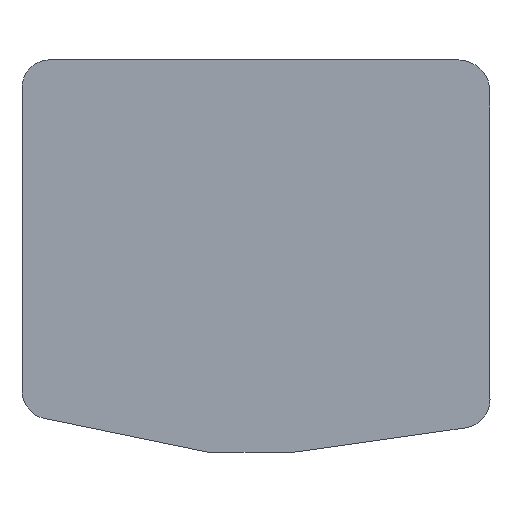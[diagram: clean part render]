
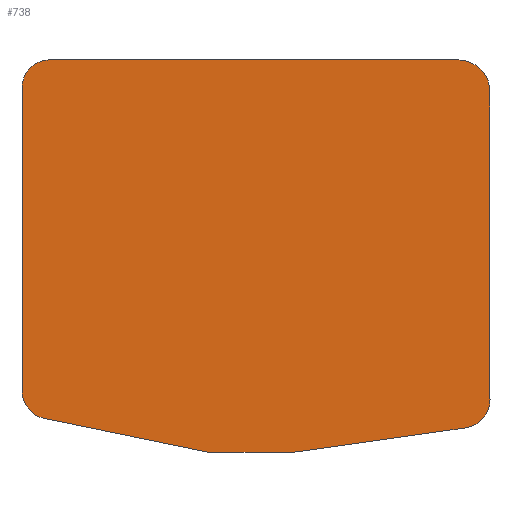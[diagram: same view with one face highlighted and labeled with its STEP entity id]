
A CAD part, front view. The second image highlights one B-rep face of the part: STEP entity #738.
In plain terms, the highlighted planar face has unit normal (0, -1, 0).
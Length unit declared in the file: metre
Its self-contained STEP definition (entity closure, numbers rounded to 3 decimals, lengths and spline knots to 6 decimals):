
#48=CIRCLE('',#801,0.006);
#50=CIRCLE('',#805,0.006241);
#52=CIRCLE('',#811,0.006243);
#54=CIRCLE('',#815,0.007);
#139=ORIENTED_EDGE('',*,*,#318,.T.);
#140=ORIENTED_EDGE('',*,*,#321,.T.);
#141=ORIENTED_EDGE('',*,*,#324,.T.);
#142=ORIENTED_EDGE('',*,*,#327,.T.);
#143=ORIENTED_EDGE('',*,*,#330,.T.);
#144=ORIENTED_EDGE('',*,*,#333,.T.);
#145=ORIENTED_EDGE('',*,*,#336,.T.);
#146=ORIENTED_EDGE('',*,*,#339,.T.);
#147=ORIENTED_EDGE('',*,*,#342,.T.);
#148=ORIENTED_EDGE('',*,*,#344,.T.);
#318=EDGE_CURVE('',#423,#426,#486,.T.);
#321=EDGE_CURVE('',#426,#428,#48,.T.);
#324=EDGE_CURVE('',#428,#430,#490,.T.);
#327=EDGE_CURVE('',#430,#432,#50,.T.);
#330=EDGE_CURVE('',#432,#434,#494,.T.);
#333=EDGE_CURVE('',#434,#436,#497,.T.);
#336=EDGE_CURVE('',#436,#438,#500,.T.);
#339=EDGE_CURVE('',#438,#440,#52,.T.);
#342=EDGE_CURVE('',#440,#442,#504,.T.);
#344=EDGE_CURVE('',#442,#423,#54,.T.);
#423=VERTEX_POINT('',#1158);
#426=VERTEX_POINT('',#1163);
#428=VERTEX_POINT('',#1169);
#430=VERTEX_POINT('',#1175);
#432=VERTEX_POINT('',#1181);
#434=VERTEX_POINT('',#1187);
#436=VERTEX_POINT('',#1193);
#438=VERTEX_POINT('',#1199);
#440=VERTEX_POINT('',#1205);
#442=VERTEX_POINT('',#1211);
#486=LINE('',#1164,#552);
#490=LINE('',#1176,#556);
#494=LINE('',#1188,#560);
#497=LINE('',#1194,#563);
#500=LINE('',#1200,#566);
#504=LINE('',#1212,#570);
#552=VECTOR('',#915,1.);
#556=VECTOR('',#927,1.);
#560=VECTOR('',#939,1.);
#563=VECTOR('',#944,1.);
#566=VECTOR('',#949,1.);
#570=VECTOR('',#961,1.);
#616=EDGE_LOOP('',(#139,#140,#141,#142,#143,#144,#145,#146,#147,#148));
#666=FACE_BOUND('',#616,.T.);
#712=PLANE('',#816);
#738=ADVANCED_FACE('',(#666),#712,.T.);
#801=AXIS2_PLACEMENT_3D('',#1170,#921,#922);
#805=AXIS2_PLACEMENT_3D('',#1182,#933,#934);
#811=AXIS2_PLACEMENT_3D('',#1206,#955,#956);
#815=AXIS2_PLACEMENT_3D('',#1215,#966,#967);
#816=AXIS2_PLACEMENT_3D('',#1216,#968,#969);
#915=DIRECTION('',(-1.,0.,0.));
#921=DIRECTION('',(0.,-1.,0.));
#922=DIRECTION('',(-1.,0.,0.));
#927=DIRECTION('',(0.,0.,-1.));
#933=DIRECTION('',(0.,-1.,0.));
#934=DIRECTION('',(-1.,0.,0.));
#939=DIRECTION('',(0.979,0.,-0.202));
#944=DIRECTION('',(1.,0.,0.));
#949=DIRECTION('',(0.99,0.,0.14));
#955=DIRECTION('',(0.,-1.,0.));
#956=DIRECTION('',(-1.,0.,0.));
#961=DIRECTION('',(0.,0.,1.));
#966=DIRECTION('',(0.,-1.,0.));
#967=DIRECTION('',(-1.,0.,0.));
#968=DIRECTION('',(0.,-1.,0.));
#969=DIRECTION('',(1.,0.,0.));
#1158=CARTESIAN_POINT('',(0.15547,-0.008,0.11865));
#1163=CARTESIAN_POINT('',(0.06647,-0.008,0.11865));
#1164=CARTESIAN_POINT('',(0.11097,-0.008,0.11865));
#1169=CARTESIAN_POINT('',(0.06047,-0.008,0.112649));
#1170=CARTESIAN_POINT('',(0.06647,-0.008,0.11265));
#1175=CARTESIAN_POINT('',(0.060483,-0.008,0.046054));
#1176=CARTESIAN_POINT('',(0.060477,-0.008,0.079351));
#1181=CARTESIAN_POINT('',(0.065327,-0.008,0.040506));
#1182=CARTESIAN_POINT('',(0.0667,-0.008,0.046594));
#1187=CARTESIAN_POINT('',(0.100959,-0.008,0.03315));
#1188=CARTESIAN_POINT('',(0.083143,-0.008,0.036828));
#1193=CARTESIAN_POINT('',(0.119823,-0.008,0.03315));
#1194=CARTESIAN_POINT('',(0.110391,-0.008,0.03315));
#1199=CARTESIAN_POINT('',(0.157254,-0.008,0.038461));
#1200=CARTESIAN_POINT('',(0.138538,-0.008,0.035806));
#1205=CARTESIAN_POINT('',(0.162473,-0.008,0.04462));
#1206=CARTESIAN_POINT('',(0.15623,-0.008,0.04462));
#1211=CARTESIAN_POINT('',(0.16247,-0.008,0.11165));
#1212=CARTESIAN_POINT('',(0.162472,-0.008,0.078135));
#1215=CARTESIAN_POINT('',(0.15547,-0.008,0.11165));
#1216=CARTESIAN_POINT('',(0.111472,-0.008,0.0759));
